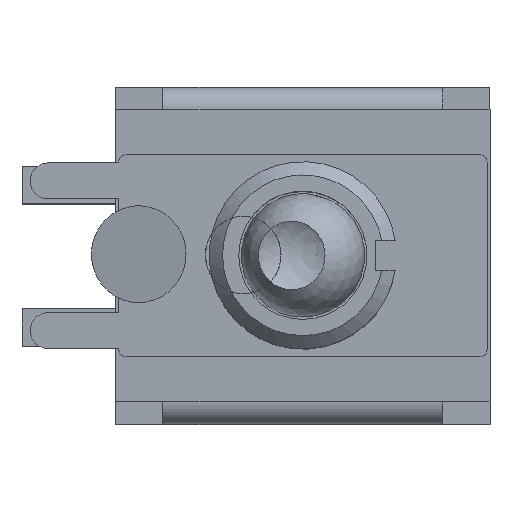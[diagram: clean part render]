
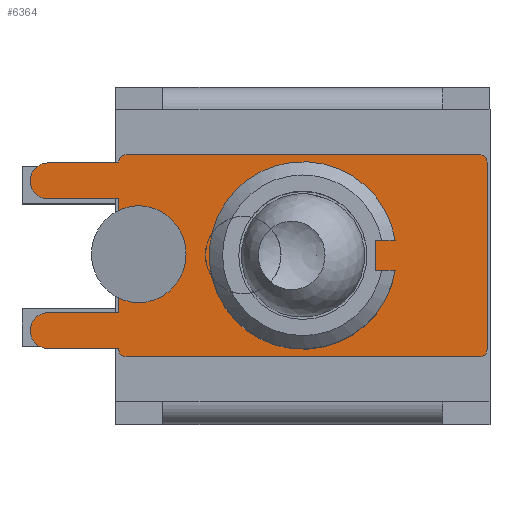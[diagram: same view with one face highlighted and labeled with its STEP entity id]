
A CAD part, top view. The second image highlights one B-rep face of the part: STEP entity #6364.
In plain terms, the highlighted planar face has unit normal (0, 0, 1).
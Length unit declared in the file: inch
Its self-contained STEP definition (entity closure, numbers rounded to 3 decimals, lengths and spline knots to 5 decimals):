
#28=FACE_BOUND('',#901,.T.);
#175=PLANE('',#6879);
#523=FACE_OUTER_BOUND('',#900,.T.);
#900=EDGE_LOOP('',(#4956,#4957,#4958,#4959,#4960,#4961,#4962,#4963,#4964,
#4965,#4966,#4967,#4968,#4969,#4970,#4971));
#901=EDGE_LOOP('',(#4972,#4973,#4974,#4975));
#1374=LINE('',#9723,#2127);
#1375=LINE('',#9725,#2128);
#1376=LINE('',#9729,#2129);
#1377=LINE('',#9731,#2130);
#1378=LINE('',#9733,#2131);
#1379=LINE('',#9737,#2132);
#1380=LINE('',#9739,#2133);
#1381=LINE('',#9743,#2134);
#1382=LINE('',#9747,#2135);
#1383=LINE('',#9750,#2136);
#1384=LINE('',#9753,#2137);
#1385=LINE('',#9755,#2138);
#1386=LINE('',#9757,#2139);
#2127=VECTOR('',#7946,0.3937);
#2128=VECTOR('',#7947,0.3937);
#2129=VECTOR('',#7950,0.3937);
#2130=VECTOR('',#7951,0.3937);
#2131=VECTOR('',#7952,0.3937);
#2132=VECTOR('',#7955,0.3937);
#2133=VECTOR('',#7956,0.3937);
#2134=VECTOR('',#7959,0.3937);
#2135=VECTOR('',#7962,0.3937);
#2136=VECTOR('',#7965,0.3937);
#2137=VECTOR('',#7966,0.3937);
#2138=VECTOR('',#7967,0.3937);
#2139=VECTOR('',#7968,0.3937);
#2734=CIRCLE('',#6880,0.00984);
#2735=CIRCLE('',#6881,0.02402);
#2736=CIRCLE('',#6882,0.02402);
#2737=CIRCLE('',#6883,0.00984);
#2738=CIRCLE('',#6884,0.00984);
#2739=CIRCLE('',#6885,0.00984);
#2740=CIRCLE('',#6886,0.125);
#2994=VERTEX_POINT('',#9719);
#2995=VERTEX_POINT('',#9720);
#2996=VERTEX_POINT('',#9722);
#2997=VERTEX_POINT('',#9724);
#2998=VERTEX_POINT('',#9726);
#2999=VERTEX_POINT('',#9728);
#3000=VERTEX_POINT('',#9730);
#3001=VERTEX_POINT('',#9732);
#3002=VERTEX_POINT('',#9734);
#3003=VERTEX_POINT('',#9736);
#3004=VERTEX_POINT('',#9738);
#3005=VERTEX_POINT('',#9740);
#3006=VERTEX_POINT('',#9742);
#3007=VERTEX_POINT('',#9744);
#3008=VERTEX_POINT('',#9746);
#3009=VERTEX_POINT('',#9748);
#3010=VERTEX_POINT('',#9751);
#3011=VERTEX_POINT('',#9752);
#3012=VERTEX_POINT('',#9754);
#3013=VERTEX_POINT('',#9756);
#3720=EDGE_CURVE('',#2994,#2995,#2734,.T.);
#3721=EDGE_CURVE('',#2996,#2994,#1374,.T.);
#3722=EDGE_CURVE('',#2997,#2996,#1375,.T.);
#3723=EDGE_CURVE('',#2998,#2997,#2735,.T.);
#3724=EDGE_CURVE('',#2999,#2998,#1376,.T.);
#3725=EDGE_CURVE('',#3000,#2999,#1377,.T.);
#3726=EDGE_CURVE('',#3001,#3000,#1378,.T.);
#3727=EDGE_CURVE('',#3002,#3001,#2736,.T.);
#3728=EDGE_CURVE('',#3003,#3002,#1379,.T.);
#3729=EDGE_CURVE('',#3004,#3003,#1380,.T.);
#3730=EDGE_CURVE('',#3005,#3004,#2737,.T.);
#3731=EDGE_CURVE('',#3006,#3005,#1381,.T.);
#3732=EDGE_CURVE('',#3007,#3006,#2738,.T.);
#3733=EDGE_CURVE('',#3008,#3007,#1382,.T.);
#3734=EDGE_CURVE('',#3009,#3008,#2739,.T.);
#3735=EDGE_CURVE('',#2995,#3009,#1383,.T.);
#3736=EDGE_CURVE('',#3010,#3011,#1384,.T.);
#3737=EDGE_CURVE('',#3012,#3010,#1385,.T.);
#3738=EDGE_CURVE('',#3013,#3012,#1386,.T.);
#3739=EDGE_CURVE('',#3011,#3013,#2740,.T.);
#4956=ORIENTED_EDGE('',*,*,#3720,.F.);
#4957=ORIENTED_EDGE('',*,*,#3721,.F.);
#4958=ORIENTED_EDGE('',*,*,#3722,.F.);
#4959=ORIENTED_EDGE('',*,*,#3723,.F.);
#4960=ORIENTED_EDGE('',*,*,#3724,.F.);
#4961=ORIENTED_EDGE('',*,*,#3725,.F.);
#4962=ORIENTED_EDGE('',*,*,#3726,.F.);
#4963=ORIENTED_EDGE('',*,*,#3727,.F.);
#4964=ORIENTED_EDGE('',*,*,#3728,.F.);
#4965=ORIENTED_EDGE('',*,*,#3729,.F.);
#4966=ORIENTED_EDGE('',*,*,#3730,.F.);
#4967=ORIENTED_EDGE('',*,*,#3731,.F.);
#4968=ORIENTED_EDGE('',*,*,#3732,.F.);
#4969=ORIENTED_EDGE('',*,*,#3733,.F.);
#4970=ORIENTED_EDGE('',*,*,#3734,.F.);
#4971=ORIENTED_EDGE('',*,*,#3735,.F.);
#4972=ORIENTED_EDGE('',*,*,#3736,.F.);
#4973=ORIENTED_EDGE('',*,*,#3737,.F.);
#4974=ORIENTED_EDGE('',*,*,#3738,.F.);
#4975=ORIENTED_EDGE('',*,*,#3739,.F.);
#6364=ADVANCED_FACE('',(#523,#28),#175,.T.);
#6879=AXIS2_PLACEMENT_3D('',#9718,#7942,#7943);
#6880=AXIS2_PLACEMENT_3D('',#9721,#7944,#7945);
#6881=AXIS2_PLACEMENT_3D('',#9727,#7948,#7949);
#6882=AXIS2_PLACEMENT_3D('',#9735,#7953,#7954);
#6883=AXIS2_PLACEMENT_3D('',#9741,#7957,#7958);
#6884=AXIS2_PLACEMENT_3D('',#9745,#7960,#7961);
#6885=AXIS2_PLACEMENT_3D('',#9749,#7963,#7964);
#6886=AXIS2_PLACEMENT_3D('',#9758,#7969,#7970);
#7942=DIRECTION('center_axis',(0.,0.,
1.));
#7943=DIRECTION('ref_axis',(-1.,0.,0.));
#7944=DIRECTION('center_axis',(0.,0.,
-1.));
#7945=DIRECTION('ref_axis',(-0.707,0.707,0.));
#7946=DIRECTION('',(0.,1.,0.));
#7947=DIRECTION('',(1.,0.,0.));
#7948=DIRECTION('center_axis',(0.,0.,
-1.));
#7949=DIRECTION('ref_axis',(0.,1.,0.));
#7950=DIRECTION('',(-1.,0.,0.));
#7951=DIRECTION('',(0.,1.,0.));
#7952=DIRECTION('',(1.,0.,0.));
#7953=DIRECTION('center_axis',(0.,0.,
-1.));
#7954=DIRECTION('ref_axis',(0.,1.,0.));
#7955=DIRECTION('',(-1.,0.,0.));
#7956=DIRECTION('',(0.,1.,0.));
#7957=DIRECTION('center_axis',(0.,0.,
-1.));
#7958=DIRECTION('ref_axis',(-0.707,-0.707,0.));
#7959=DIRECTION('',(-1.,0.,0.));
#7960=DIRECTION('center_axis',(0.,0.,
-1.));
#7961=DIRECTION('ref_axis',(0.707,-0.707,0.));
#7962=DIRECTION('',(0.,-1.,0.));
#7963=DIRECTION('center_axis',(0.,0.,
-1.));
#7964=DIRECTION('ref_axis',(0.707,0.707,0.));
#7965=DIRECTION('',(1.,0.,0.));
#7966=DIRECTION('',(1.,0.,0.));
#7967=DIRECTION('',(0.,1.,0.));
#7968=DIRECTION('',(-1.,0.,0.));
#7969=DIRECTION('center_axis',(0.,0.,
1.));
#7970=DIRECTION('ref_axis',(0.987,0.161,0.));
#9718=CARTESIAN_POINT('Origin',(-0.07164,0.,
0.36969));
#9719=CARTESIAN_POINT('',(-0.24606,0.1252,0.36969));
#9720=CARTESIAN_POINT('',(-0.23622,0.13504,0.36969));
#9721=CARTESIAN_POINT('Origin',(-0.23622,0.1252,0.36969));
#9722=CARTESIAN_POINT('',(-0.24606,0.12402,0.36969));
#9723=CARTESIAN_POINT('',(-0.24606,0.13504,0.36969));
#9724=CARTESIAN_POINT('',(-0.34016,0.12402,0.36969));
#9725=CARTESIAN_POINT('',(-0.24606,0.12402,0.36969));
#9726=CARTESIAN_POINT('',(-0.34016,0.07598,0.36969));
#9727=CARTESIAN_POINT('Origin',(-0.34016,0.1,0.36969));
#9728=CARTESIAN_POINT('',(-0.24606,0.07598,0.36969));
#9729=CARTESIAN_POINT('',(-0.34016,0.07598,0.36969));
#9730=CARTESIAN_POINT('',(-0.24606,-0.07598,0.36969));
#9731=CARTESIAN_POINT('',(-0.24606,0.07598,0.36969));
#9732=CARTESIAN_POINT('',(-0.34016,-0.07598,0.36969));
#9733=CARTESIAN_POINT('',(-0.24606,-0.07598,0.36969));
#9734=CARTESIAN_POINT('',(-0.34016,-0.12402,0.36969));
#9735=CARTESIAN_POINT('Origin',(-0.34016,-0.1,0.36969));
#9736=CARTESIAN_POINT('',(-0.24606,-0.12402,0.36969));
#9737=CARTESIAN_POINT('',(-0.34016,-0.12402,0.36969));
#9738=CARTESIAN_POINT('',(-0.24606,-0.1252,0.36969));
#9739=CARTESIAN_POINT('',(-0.24606,-0.12402,0.36969));
#9740=CARTESIAN_POINT('',(-0.23622,-0.13504,0.36969));
#9741=CARTESIAN_POINT('Origin',(-0.23622,-0.1252,0.36969));
#9742=CARTESIAN_POINT('',(0.23622,-0.13504,0.36969));
#9743=CARTESIAN_POINT('',(-0.24606,-0.13504,0.36969));
#9744=CARTESIAN_POINT('',(0.24606,-0.1252,0.36969));
#9745=CARTESIAN_POINT('Origin',(0.23622,-0.1252,0.36969));
#9746=CARTESIAN_POINT('',(0.24606,0.1252,0.36969));
#9747=CARTESIAN_POINT('',(0.24606,-0.13504,0.36969));
#9748=CARTESIAN_POINT('',(0.23622,0.13504,0.36969));
#9749=CARTESIAN_POINT('Origin',(0.23622,0.1252,0.36969));
#9750=CARTESIAN_POINT('',(0.24606,0.13504,0.36969));
#9751=CARTESIAN_POINT('',(0.09705,0.02008,0.36969));
#9752=CARTESIAN_POINT('',(0.12338,0.02008,0.36969));
#9753=CARTESIAN_POINT('',(0.02587,0.02008,0.36969));
#9754=CARTESIAN_POINT('',(0.09705,-0.02008,0.36969));
#9755=CARTESIAN_POINT('',(0.09705,0.01004,0.36969));
#9756=CARTESIAN_POINT('',(0.12338,-0.02008,0.36969));
#9757=CARTESIAN_POINT('',(0.01271,-0.02008,0.36969));
#9758=CARTESIAN_POINT('Origin',(0.,0.,
0.36969));
